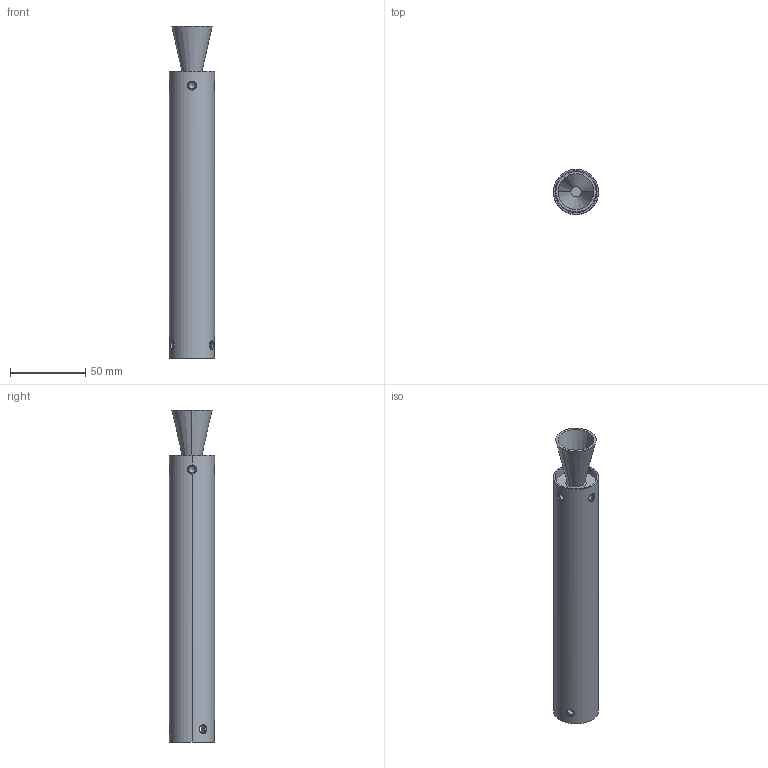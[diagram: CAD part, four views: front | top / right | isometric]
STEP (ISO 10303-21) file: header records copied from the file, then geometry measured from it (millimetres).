
FILE_DESCRIPTION (( 'STEP AP214' ), '1' );
FILE_NAME ('A100M.STEP', '2019-08-27T23:32:06', ( '' ), ( '' ), 'SwSTEP 2.0', 'SolidWorks 2019', '' );
FILE_SCHEMA (( 'AUTOMOTIVE_DESIGN' ));
Length unit declared in the file: millimetre
Products named in the file (4): Cloison; Tuyère; A100M; Chambre
Assembly tree (3 placements, depth 2):
  A100M
    Chambre
    Tuyère
    Cloison
Bounding box: 30 x 30 x 221.25 mm (x, y, z)
Volume: 37601.8 mm3; surface area: 45619 mm2
Topology: 3 solids, 3 shells, 86 faces, 222 edges, 138 vertices
Faces by surface type: cylinder 50, plane 14, cone 14, torus 6, bspline 2
Entity records: 4348 total; most frequent: CARTESIAN_POINT 2182, ORIENTED_EDGE 428, DIRECTION 396, EDGE_CURVE 214, AXIS2_PLACEMENT_3D 162, VERTEX_POINT 138, EDGE_LOOP 114, ADVANCED_FACE 86
